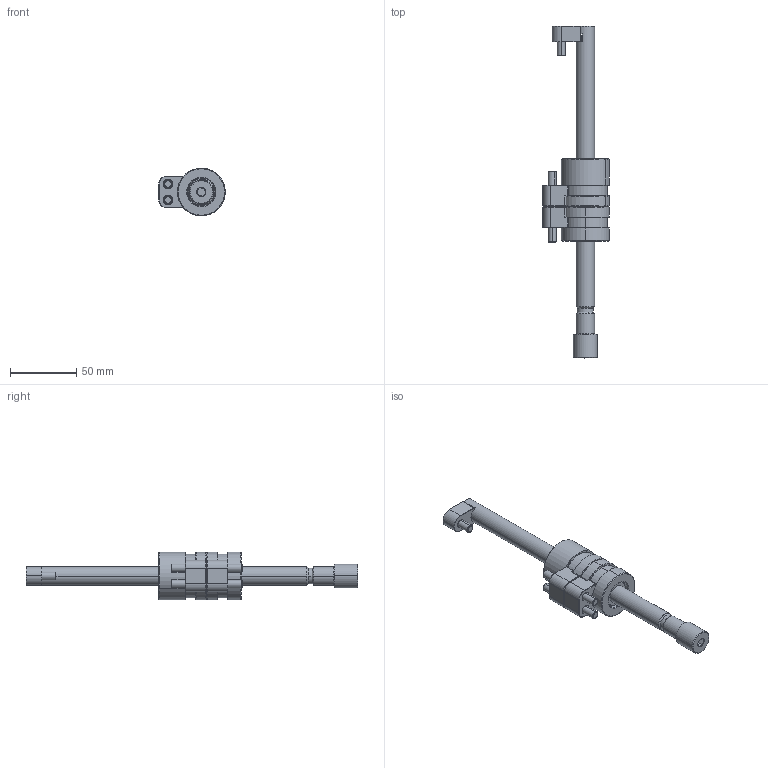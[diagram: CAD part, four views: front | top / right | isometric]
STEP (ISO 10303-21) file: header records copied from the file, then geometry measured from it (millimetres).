
FILE_DESCRIPTION (( 'STEP AP214' ), '1' );
FILE_NAME ('MX143662.STEP', '2023-05-19T09:25:44', ( '' ), ( '' ), 'SwSTEP 2.0', 'SolidWorks 2021', '' );
FILE_SCHEMA (( 'AUTOMOTIVE_DESIGN' ));
Length unit declared in the file: millimetre
Products named in the file (16): 8MX143662-V; 8MX143662-CASQINF; 9BF143662; 9MX143662-BV; 3IMAN5X2; 8MX143662-CASQINT; 3MUELLE-MX_comprimido; 8MX143662-CASQ; BF241215; 9MX143662; 8MX143662-CASQSUP; 1DIN912620_DIN 912 M6 x 20 --- 20C; 1DIN912616_DIN 912 M6 x 16 --- 16C; MX143662; 8MX143662-TOPE; 9DX142622-S
Assembly tree (22 placements, depth 4):
  MX143662
    9MX143662
      8MX143662-CASQSUP
      8MX143662-CASQ
      8MX143662-CASQINF
      3MUELLE-MX_comprimido
      8MX143662-CASQINT
      9MX143662-BV
      8MX143662-V
      8MX143662-TOPE
      BF241215  x2
        9BF143662
        3IMAN5X2
      9DX142622-S  x4
    1DIN912616_DIN 912 M6 x 16 --- 16C
    1DIN912620_DIN 912 M6 x 20 --- 20C  x4
Bounding box: 50 x 250 x 36 mm (x, y, z)
Volume: 103451.3 mm3; surface area: 50531.6 mm2
Topology: 21 solids, 21 shells, 727 faces, 1669 edges, 1001 vertices
Faces by surface type: cylinder 219, plane 217, cone 185, torus 68, bspline 38
Entity records: 15584 total; most frequent: CARTESIAN_POINT 3588, DIRECTION 2392, ORIENTED_EDGE 2072, EDGE_CURVE 1036, AXIS2_PLACEMENT_3D 977, VERTEX_POINT 620, EDGE_LOOP 516, CIRCLE 494
